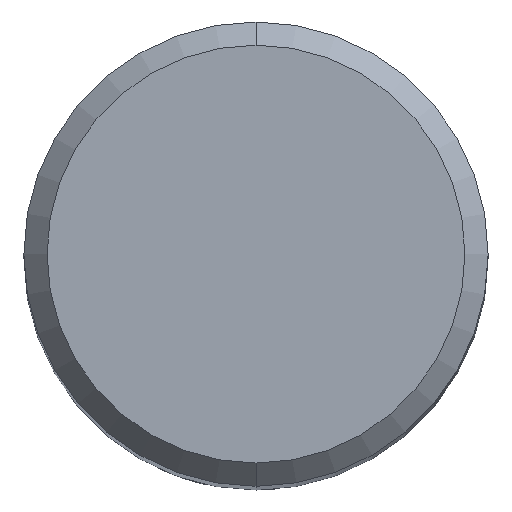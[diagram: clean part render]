
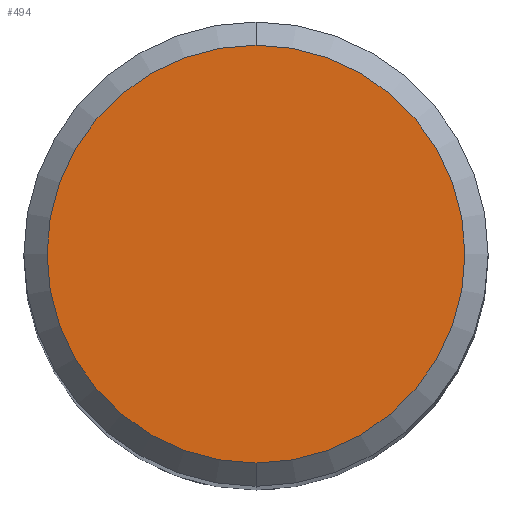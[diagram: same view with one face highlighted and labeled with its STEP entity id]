
A CAD part, top view. The second image highlights one B-rep face of the part: STEP entity #494.
In plain terms, the highlighted planar face has unit normal (0, 0, 1).
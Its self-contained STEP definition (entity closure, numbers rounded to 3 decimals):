
#398=EDGE_CURVE('',#926,#524,#1033,.T.);
#494=ADVANCED_FACE('',(#1136),#1137,.T.);
#524=VERTEX_POINT('',#1170);
#796=EDGE_CURVE('',#524,#926,#1465,.T.);
#926=VERTEX_POINT('',#1612);
#1033=CIRCLE('',#4230,5.4);
#1136=FACE_OUTER_BOUND('',#4596,.T.);
#1137=PLANE('',#4597);
#1170=CARTESIAN_POINT('',(0.0,5.4,0.0));
#1465=CIRCLE('',#8709,5.4);
#1612=CARTESIAN_POINT('',(0.,-5.4,0.0));
#4230=AXIS2_PLACEMENT_3D('',#9523,#9524,#9525);
#4596=EDGE_LOOP('',(#9619,#9620));
#4597=AXIS2_PLACEMENT_3D('',#9621,#9622,#9623);
#8709=AXIS2_PLACEMENT_3D('',#9947,#9948,#9949);
#9523=CARTESIAN_POINT('',(0.0,0.0,0.0));
#9524=DIRECTION('',(0.0,0.0,-1.0));
#9525=DIRECTION('',(0.0,1.0,0.0));
#9619=ORIENTED_EDGE('',*,*,#796,.F.);
#9620=ORIENTED_EDGE('',*,*,#398,.F.);
#9621=CARTESIAN_POINT('',(0.0,2.7,0.0));
#9622=DIRECTION('',(-0.0,0.0,1.0));
#9623=DIRECTION('',(0.0,-1.0,0.0));
#9947=CARTESIAN_POINT('',(0.0,0.0,0.0));
#9948=DIRECTION('',(0.0,0.0,-1.0));
#9949=DIRECTION('',(0.0,1.0,0.0));
